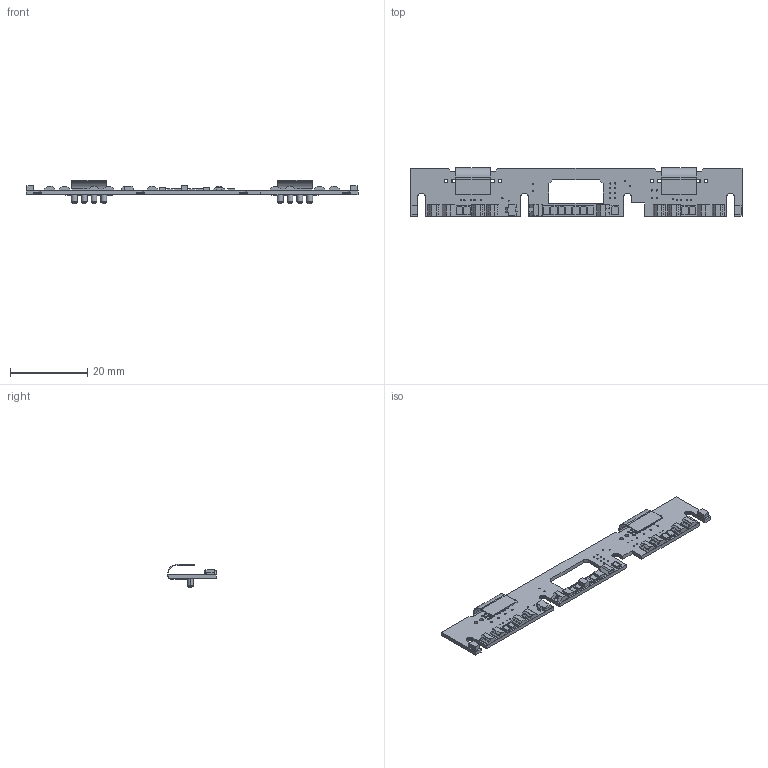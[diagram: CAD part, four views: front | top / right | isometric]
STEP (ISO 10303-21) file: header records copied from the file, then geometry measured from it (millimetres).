
FILE_DESCRIPTION(('FreeCAD Model'),'2;1');
FILE_NAME( 'SMD boundary.step', '2019-07-12T17:59:40',('Author'),(''), 'Open CASCADE STEP processor 7.2','FreeCAD','Unknown');
FILE_SCHEMA(('AUTOMOTIVE_DESIGN { 1 0 10303 214 1 1 1 1 }'));
Length unit declared in the file: millimetre
Products named in the file (126): Open_CASCADE_STEP_translator_6.8_1; Layer_1; J24; Open_CASCADE_STEP_translator_6.8_1.2.1; Body_008; J25; Open_CASCADE_STEP_translator_6.8_1.3.1; J26; Open_CASCADE_STEP_translator_6.8_1.4.1; J27; Open_CASCADE_STEP_translator_6.8_1.5.1; J20; Open_CASCADE_STEP_translator_6.8_1.6.1; J23; Open_CASCADE_STEP_translator_6.8_1.7.1; J21; Open_CASCADE_STEP_translator_6.8_1.8.1; J22; Open_CASCADE_STEP_translator_6.8_1.9.1; J1; Open_CASCADE_STEP_translator_6.8_1.10.1; Body_010; J2; Open_CASCADE_STEP_translator_6.8_1.11.1; R3; Open_CASCADE_STEP_translator_6.8_1.12.1; Body_032; Pin_073; Pin_074; Resistor_10k002; Q5; Open_CASCADE_STEP_translator_6.8_1.13.1; Body_031; Pin_067; Pin_068; Pin_069; Pin_070; Pin_071; Pin_072; Supersot6 ...
Assembly tree (218 placements, depth 4):
  Open_CASCADE_STEP_translator_6.8_1
    Layer_1
    J24
      Open_CASCADE_STEP_translator_6.8_1.2.1
        Body_008
    J25
      Open_CASCADE_STEP_translator_6.8_1.3.1
        Body_008
    J26
      Open_CASCADE_STEP_translator_6.8_1.4.1
        Body_008
    J27
      Open_CASCADE_STEP_translator_6.8_1.5.1
        Body_008
    J20
      Open_CASCADE_STEP_translator_6.8_1.6.1
        Body_008
    J23
      Open_CASCADE_STEP_translator_6.8_1.7.1
        Body_008
    J21
      Open_CASCADE_STEP_translator_6.8_1.8.1
        Body_008
    J22
      Open_CASCADE_STEP_translator_6.8_1.9.1
        Body_008
    J1
      Open_CASCADE_STEP_translator_6.8_1.10.1
        Body_010
    J2
      Open_CASCADE_STEP_translator_6.8_1.11.1
        Body_010
    R3
      Open_CASCADE_STEP_translator_6.8_1.12.1
        Body_032
        Pin_073
        Pin_074
      Resistor_10k002
    Q5
      Open_CASCADE_STEP_translator_6.8_1.13.1
        Body_031
        Pin_067
        Pin_068
        Pin_069
        Pin_070
        Pin_071
        Pin_072
      Supersot6
    Q6
      Open_CASCADE_STEP_translator_6.8_1.13.002
        Body_031
        Pin_067
        Pin_068
        Pin_069
        Pin_070
        Pin_071
        Pin_072
      Supersot007
    U6
      Open_CASCADE_STEP_translator_6.8_1.13.003
Bounding box: 86 x 12.69 x 6.2 mm (x, y, z)
Volume: 1154.1 mm3; surface area: 3831 mm2
Topology: 148 solids, 156 shells, 2089 faces, 5287 edges, 3510 vertices
Faces by surface type: plane 1464, cylinder 593, revolution 16, sphere 16
Entity records: 68382 total; most frequent: CARTESIAN_POINT 14706, DIRECTION 9802, LINE 6028, VECTOR 6028, ORIENTED_EDGE 5046, PCURVE 5046, DEFINITIONAL_REPRESENTATION 5046, EDGE_CURVE 2523
